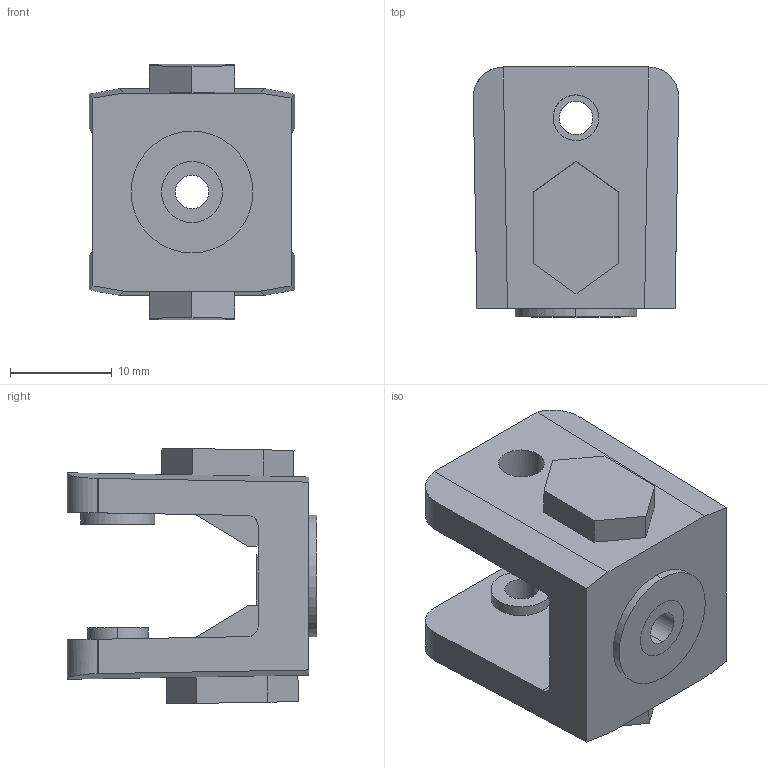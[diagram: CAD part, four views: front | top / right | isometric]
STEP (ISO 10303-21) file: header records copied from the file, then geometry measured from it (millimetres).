
FILE_DESCRIPTION (( 'STEP AP214' ), '1' );
FILE_NAME ('JXHSV06-01011-d Base Tensioner Mount.step', '2023-06-08T06:46:03', ( '微软用户' ), ( '微软中国' ), 'SwSTEP 2.0', 'SolidWorks 2020', '' );
FILE_SCHEMA (( 'AUTOMOTIVE_DESIGN' ));
Length unit declared in the file: millimetre
Products named in the file (1): JXHSV06-01011-d Base Tensioner Mount
Bounding box: 20.23 x 24.6 x 25.2 mm (x, y, z)
Volume: 5216.5 mm3; surface area: 3281.3 mm2
Topology: 1 solids, 1 shells, 118 faces, 313 edges, 210 vertices
Faces by surface type: plane 67, bspline 27, cylinder 24
Entity records: 5207 total; most frequent: CARTESIAN_POINT 2371, ORIENTED_EDGE 626, DIRECTION 433, EDGE_CURVE 313, VERTEX_POINT 210, LINE 201, VECTOR 201, EDGE_LOOP 137
